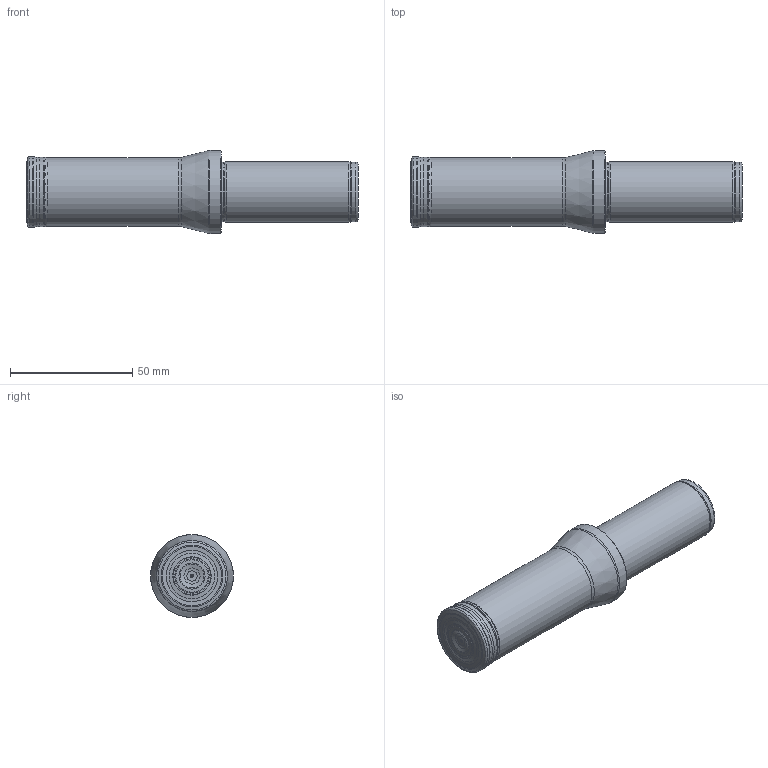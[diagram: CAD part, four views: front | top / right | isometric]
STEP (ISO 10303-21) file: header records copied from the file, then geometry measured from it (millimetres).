
FILE_DESCRIPTION(/* description */ (''),/* implementation_level */ '2;1');
FILE_NAME(/* name */ 'ATUM-29XD2-SOMT-09T308-light.stp',/* time_stamp */ '2023-10-19T20:14:43+03:00',/* author */ (''),/* organization */ (''),/* preprocessor_version */ 'ST-DEVELOPER v19.4',/* originating_system */ 'SIEMENS PLM Software NX2306.3001',/* authorisation */ '');
FILE_SCHEMA (('AUTOMOTIVE_DESIGN { 1 0 10303 214 3 1 1 1 }'));
Length unit declared in the file: millimetre
Products named in the file (1): STP_ATUM 27XD2 SOMT 09T308
Bounding box: 136 x 34 x 34 mm (x, y, z)
Volume: 84722.3 mm3; surface area: 14981.4 mm2
Topology: 2 solids, 2 shells, 57 faces, 141 edges, 89 vertices
Faces by surface type: revolution 34, torus 8, cylinder 5, cone 5, plane 5
Full cylindrical faces by diameter (mm): 24.5 x2, 25 x1, 28 x1, 34 x1
Entity records: 1312 total; most frequent: CARTESIAN_POINT 286, DIRECTION 215, EDGE_LOOP 110, ORIENTED_EDGE 110, FACE_BOUND 106, AXIS2_PLACEMENT_3D 82, CIRCLE 58, ADVANCED_FACE 57
